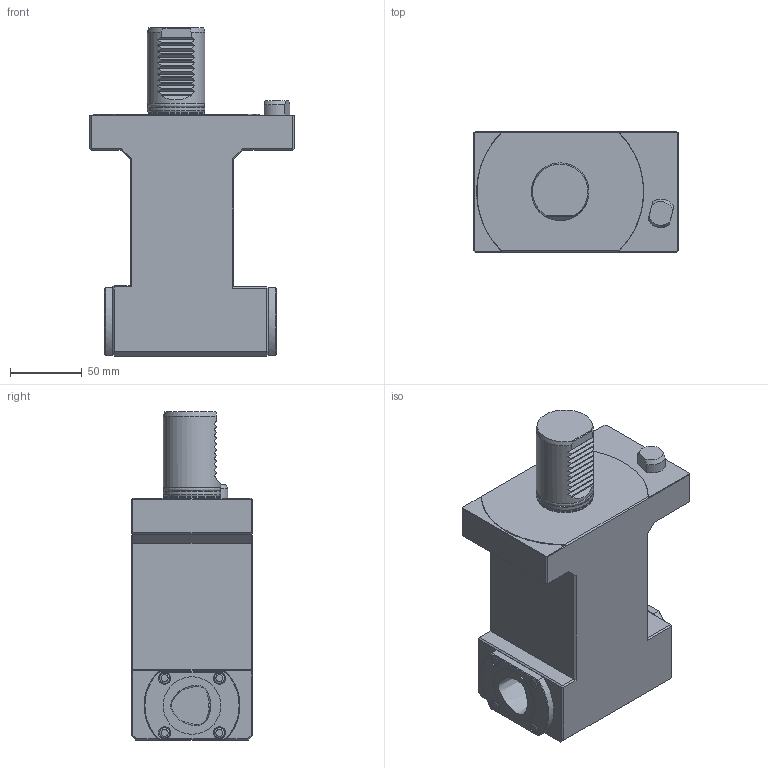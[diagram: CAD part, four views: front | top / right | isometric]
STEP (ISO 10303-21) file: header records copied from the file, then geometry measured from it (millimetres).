
FILE_DESCRIPTION(/* description */ ('Unknown'),/* implementation_level */ '2;1');
FILE_NAME(/* name */ 'C4_TRI_MZ40X_DT_SIM',/* time_stamp */ '2023-04-25T09:57:33+02:00',/* author */ ('WTO KS'),/* organization */ ('WTO'),/* preprocessor_version */ 'ST-DEVELOPER v16.7',/* originating_system */ 'DEX',/* authorisation */ $);
FILE_SCHEMA (('AUTOMOTIVE_DESIGN {1 0 10303 214 3 1 1}'));
Length unit declared in the file: millimetre
Products named in the file (1): 343-830111C1515-RC-STEP
Bounding box: 142 x 84 x 228 mm (x, y, z)
Volume: 1388837.7 mm3; surface area: 103574.7 mm2
Topology: 2 solids, 2 shells, 189 faces, 463 edges, 286 vertices
Faces by surface type: plane 137, bspline 15, cone 15, cylinder 12, sphere 8, torus 2
Full cylindrical faces by diameter (mm): 2.5 x2, 7.2 x2, 36.5 x1, 39 x1, 40 x2
Entity records: 5929 total; most frequent: CARTESIAN_POINT 1727, DIRECTION 851, ORIENTED_EDGE 820, EDGE_CURVE 410, AXIS2_PLACEMENT_3D 302, VERTEX_POINT 271, LINE 247, VECTOR 247
